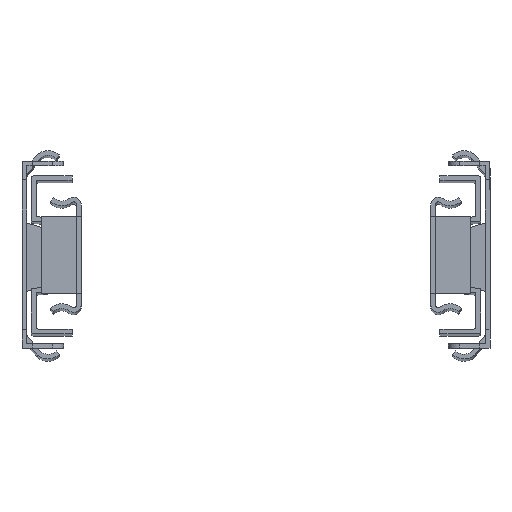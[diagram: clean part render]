
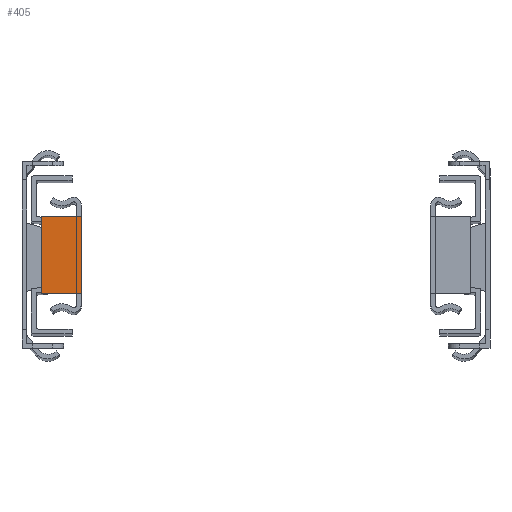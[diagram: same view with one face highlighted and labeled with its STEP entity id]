
A CAD part, top view. The second image highlights one B-rep face of the part: STEP entity #405.
In plain terms, the highlighted face is planar.
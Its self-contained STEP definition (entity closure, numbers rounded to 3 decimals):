
#405 = ADVANCED_FACE( '', ( #900 ), #901, .F. );
#900 = FACE_OUTER_BOUND( '', #1572, .T. );
#901 = PLANE( '', #1573 );
#1572 = EDGE_LOOP( '', ( #2481, #2482, #2483, #2484 ) );
#1573 = AXIS2_PLACEMENT_3D( '', #2485, #2486, #2487 );
#2481 = ORIENTED_EDGE( '', *, *, #4200, .T. );
#2482 = ORIENTED_EDGE( '', *, *, #4201, .F. );
#2483 = ORIENTED_EDGE( '', *, *, #3967, .F. );
#2484 = ORIENTED_EDGE( '', *, *, #4202, .T. );
#2485 = CARTESIAN_POINT( '', ( -6.6, -26., 8.25 ) );
#2486 = DIRECTION( '', ( 0., 1., 0. ) );
#2487 = DIRECTION( '', ( 0., 0., 1. ) );
#3967 = EDGE_CURVE( '', #4716, #4718, #4719, .T. );
#4200 = EDGE_CURVE( '', #5115, #5116, #5117, .T. );
#4201 = EDGE_CURVE( '', #4718, #5116, #5118, .T. );
#4202 = EDGE_CURVE( '', #4716, #5115, #5119, .T. );
#4716 = VERTEX_POINT( '', #5839 );
#4718 = VERTEX_POINT( '', #5842 );
#4719 = LINE( '', #5843, #5844 );
#5115 = VERTEX_POINT( '', #6376 );
#5116 = VERTEX_POINT( '', #6377 );
#5117 = LINE( '', #6378, #6379 );
#5118 = LINE( '', #6380, #6381 );
#5119 = LINE( '', #6382, #6383 );
#5839 = CARTESIAN_POINT( '', ( -6.6, -26., 8.25 ) );
#5842 = CARTESIAN_POINT( '', ( 2., -26., 8.25 ) );
#5843 = CARTESIAN_POINT( '', ( -6.6, -26., 8.25 ) );
#5844 = VECTOR( '', #7389, 1000. );
#6376 = CARTESIAN_POINT( '', ( -6.6, -26., -8.25 ) );
#6377 = CARTESIAN_POINT( '', ( 2., -26., -8.25 ) );
#6378 = CARTESIAN_POINT( '', ( -6.6, -26., -8.25 ) );
#6379 = VECTOR( '', #7667, 1000. );
#6380 = CARTESIAN_POINT( '', ( 2., -26., 8.25 ) );
#6381 = VECTOR( '', #7668, 1000. );
#6382 = CARTESIAN_POINT( '', ( -6.6, -26., 8.25 ) );
#6383 = VECTOR( '', #7669, 1000. );
#7389 = DIRECTION( '', ( 1., 0., 0. ) );
#7667 = DIRECTION( '', ( 1., 0., 0. ) );
#7668 = DIRECTION( '', ( 0., 0., -1. ) );
#7669 = DIRECTION( '', ( 0., 0., -1. ) );
